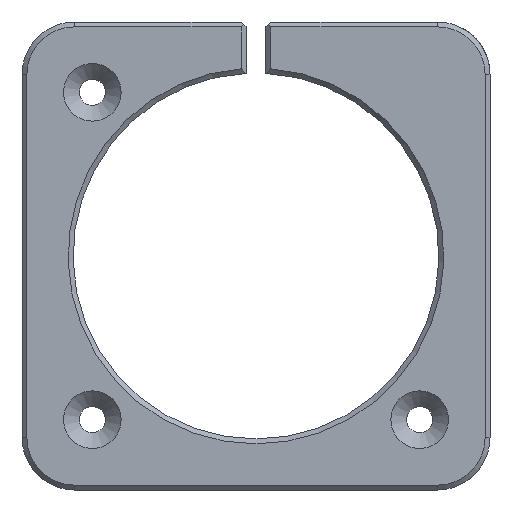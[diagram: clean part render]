
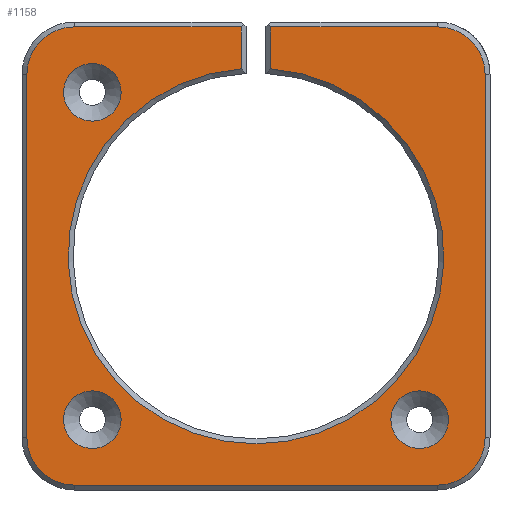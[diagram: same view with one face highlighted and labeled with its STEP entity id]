
A CAD part, front view. The second image highlights one B-rep face of the part: STEP entity #1158.
In plain terms, the highlighted planar face has unit normal (0, -1, 0).
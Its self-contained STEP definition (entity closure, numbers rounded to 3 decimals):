
#44=LINE('',#1576,#115);
#45=LINE('',#1578,#116);
#46=LINE('',#1582,#117);
#47=LINE('',#1586,#118);
#48=LINE('',#1590,#119);
#49=LINE('',#1594,#120);
#50=LINE('',#1596,#121);
#115=VECTOR('',#1329,1000.);
#116=VECTOR('',#1330,1000.);
#117=VECTOR('',#1333,1000.);
#118=VECTOR('',#1336,1000.);
#119=VECTOR('',#1339,1000.);
#120=VECTOR('',#1342,1000.);
#121=VECTOR('',#1343,1000.);
#181=PLANE('',#1218);
#217=ORIENTED_EDGE('',*,*,#439,.T.);
#218=ORIENTED_EDGE('',*,*,#440,.T.);
#219=ORIENTED_EDGE('',*,*,#441,.T.);
#220=ORIENTED_EDGE('',*,*,#442,.T.);
#221=ORIENTED_EDGE('',*,*,#443,.T.);
#222=ORIENTED_EDGE('',*,*,#444,.T.);
#223=ORIENTED_EDGE('',*,*,#445,.T.);
#224=ORIENTED_EDGE('',*,*,#446,.T.);
#225=ORIENTED_EDGE('',*,*,#447,.T.);
#226=ORIENTED_EDGE('',*,*,#448,.T.);
#227=ORIENTED_EDGE('',*,*,#449,.T.);
#228=ORIENTED_EDGE('',*,*,#450,.T.);
#229=ORIENTED_EDGE('',*,*,#451,.T.);
#230=ORIENTED_EDGE('',*,*,#452,.T.);
#231=ORIENTED_EDGE('',*,*,#453,.T.);
#439=EDGE_CURVE('',#550,#550,#616,.T.);
#440=EDGE_CURVE('',#551,#551,#617,.T.);
#441=EDGE_CURVE('',#552,#552,#618,.T.);
#442=EDGE_CURVE('',#553,#554,#619,.F.);
#443=EDGE_CURVE('',#554,#555,#44,.T.);
#444=EDGE_CURVE('',#555,#556,#45,.T.);
#445=EDGE_CURVE('',#556,#557,#620,.T.);
#446=EDGE_CURVE('',#557,#558,#46,.T.);
#447=EDGE_CURVE('',#558,#559,#621,.T.);
#448=EDGE_CURVE('',#559,#560,#47,.T.);
#449=EDGE_CURVE('',#560,#561,#622,.T.);
#450=EDGE_CURVE('',#561,#562,#48,.T.);
#451=EDGE_CURVE('',#562,#563,#623,.T.);
#452=EDGE_CURVE('',#563,#564,#49,.T.);
#453=EDGE_CURVE('',#564,#553,#50,.T.);
#550=VERTEX_POINT('',#1568);
#551=VERTEX_POINT('',#1570);
#552=VERTEX_POINT('',#1572);
#553=VERTEX_POINT('',#1574);
#554=VERTEX_POINT('',#1575);
#555=VERTEX_POINT('',#1577);
#556=VERTEX_POINT('',#1579);
#557=VERTEX_POINT('',#1581);
#558=VERTEX_POINT('',#1583);
#559=VERTEX_POINT('',#1585);
#560=VERTEX_POINT('',#1587);
#561=VERTEX_POINT('',#1589);
#562=VERTEX_POINT('',#1591);
#563=VERTEX_POINT('',#1593);
#564=VERTEX_POINT('',#1595);
#616=CIRCLE('',#1219,4.4);
#617=CIRCLE('',#1220,4.4);
#618=CIRCLE('',#1221,4.4);
#619=CIRCLE('',#1222,28.7);
#620=CIRCLE('',#1223,7.25);
#621=CIRCLE('',#1224,7.25);
#622=CIRCLE('',#1225,7.25);
#623=CIRCLE('',#1226,7.25);
#651=EDGE_LOOP('',(#217));
#652=EDGE_LOOP('',(#218));
#653=EDGE_LOOP('',(#219));
#654=EDGE_LOOP('',(#220,#221,#222,#223,#224,#225,#226,#227,#228,#229,#230,
#231));
#720=FACE_BOUND('',#651,.T.);
#721=FACE_BOUND('',#652,.T.);
#722=FACE_BOUND('',#653,.T.);
#723=FACE_BOUND('',#654,.T.);
#1158=ADVANCED_FACE('',(#720,#721,#722,#723),#181,.T.);
#1218=AXIS2_PLACEMENT_3D('',#1566,#1319,#1320);
#1219=AXIS2_PLACEMENT_3D('',#1567,#1321,#1322);
#1220=AXIS2_PLACEMENT_3D('',#1569,#1323,#1324);
#1221=AXIS2_PLACEMENT_3D('',#1571,#1325,#1326);
#1222=AXIS2_PLACEMENT_3D('',#1573,#1327,#1328);
#1223=AXIS2_PLACEMENT_3D('',#1580,#1331,#1332);
#1224=AXIS2_PLACEMENT_3D('',#1584,#1334,#1335);
#1225=AXIS2_PLACEMENT_3D('',#1588,#1337,#1338);
#1226=AXIS2_PLACEMENT_3D('',#1592,#1340,#1341);
#1319=DIRECTION('',(0.,-1.,0.));
#1320=DIRECTION('',(0.,0.,-1.));
#1321=DIRECTION('',(0.,1.,0.));
#1322=DIRECTION('',(0.,0.,1.));
#1323=DIRECTION('',(0.,1.,0.));
#1324=DIRECTION('',(0.,0.,1.));
#1325=DIRECTION('',(0.,1.,0.));
#1326=DIRECTION('',(0.,0.,1.));
#1327=DIRECTION('',(0.,-1.,0.));
#1328=DIRECTION('',(0.,0.,-1.));
#1329=DIRECTION('',(0.,0.,1.));
#1330=DIRECTION('',(-1.,0.,0.));
#1331=DIRECTION('',(0.,-1.,0.));
#1332=DIRECTION('',(0.,0.,-1.));
#1333=DIRECTION('',(0.,0.,-1.));
#1334=DIRECTION('',(0.,-1.,0.));
#1335=DIRECTION('',(0.,0.,-1.));
#1336=DIRECTION('',(1.,0.,0.));
#1337=DIRECTION('',(0.,-1.,0.));
#1338=DIRECTION('',(0.,0.,-1.));
#1339=DIRECTION('',(0.,0.,1.));
#1340=DIRECTION('',(0.,-1.,0.));
#1341=DIRECTION('',(0.,0.,-1.));
#1342=DIRECTION('',(-1.,0.,0.));
#1343=DIRECTION('',(0.,0.,-1.));
#1566=CARTESIAN_POINT('',(0.,-23.5,0.));
#1567=CARTESIAN_POINT('',(25.,-23.5,-25.));
#1568=CARTESIAN_POINT('',(25.,-23.5,-20.6));
#1569=CARTESIAN_POINT('',(-25.,-23.5,25.));
#1570=CARTESIAN_POINT('',(-25.,-23.5,29.4));
#1571=CARTESIAN_POINT('',(-25.,-23.5,-25.));
#1572=CARTESIAN_POINT('',(-25.,-23.5,-20.6));
#1573=CARTESIAN_POINT('',(0.,-23.5,0.));
#1574=CARTESIAN_POINT('',(2.25,-23.5,28.612));
#1575=CARTESIAN_POINT('',(-2.25,-23.5,28.612));
#1576=CARTESIAN_POINT('',(-2.25,-23.5,0.));
#1577=CARTESIAN_POINT('',(-2.25,-23.5,35.));
#1578=CARTESIAN_POINT('',(-27.75,-23.5,35.));
#1579=CARTESIAN_POINT('',(-27.75,-23.5,35.));
#1580=CARTESIAN_POINT('',(-27.75,-23.5,27.75));
#1581=CARTESIAN_POINT('',(-35.,-23.5,27.75));
#1582=CARTESIAN_POINT('',(-35.,-23.5,-27.75));
#1583=CARTESIAN_POINT('',(-35.,-23.5,-27.75));
#1584=CARTESIAN_POINT('',(-27.75,-23.5,-27.75));
#1585=CARTESIAN_POINT('',(-27.75,-23.5,-35.));
#1586=CARTESIAN_POINT('',(27.75,-23.5,-35.));
#1587=CARTESIAN_POINT('',(27.75,-23.5,-35.));
#1588=CARTESIAN_POINT('',(27.75,-23.5,-27.75));
#1589=CARTESIAN_POINT('',(35.,-23.5,-27.75));
#1590=CARTESIAN_POINT('',(35.,-23.5,27.75));
#1591=CARTESIAN_POINT('',(35.,-23.5,27.75));
#1592=CARTESIAN_POINT('',(27.75,-23.5,27.75));
#1593=CARTESIAN_POINT('',(27.75,-23.5,35.));
#1594=CARTESIAN_POINT('',(1.5,-23.5,35.));
#1595=CARTESIAN_POINT('',(2.25,-23.5,35.));
#1596=CARTESIAN_POINT('',(2.25,-23.5,0.));
